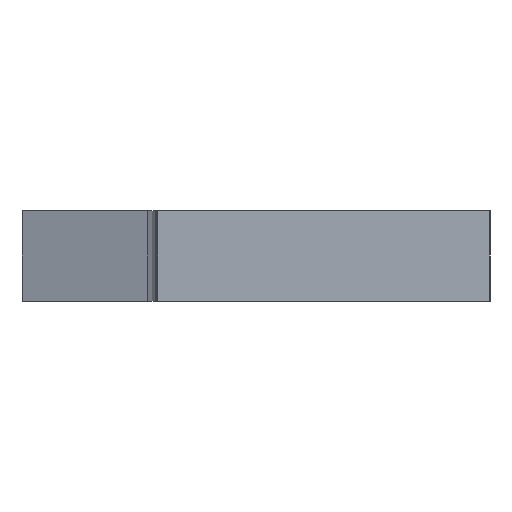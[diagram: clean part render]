
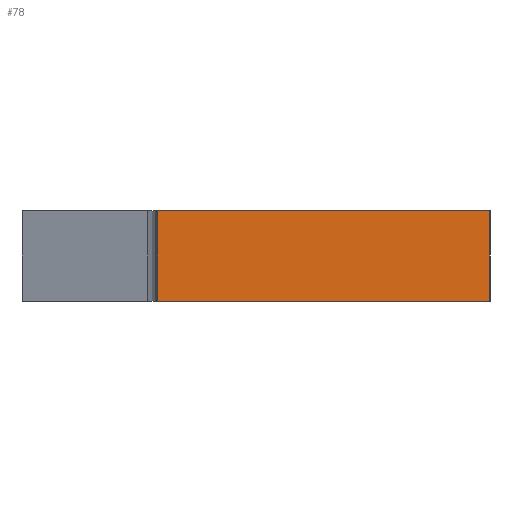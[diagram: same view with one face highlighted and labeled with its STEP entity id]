
A CAD part, left-side view. The second image highlights one B-rep face of the part: STEP entity #78.
In plain terms, the highlighted planar face has unit normal (-1, 0, 0).
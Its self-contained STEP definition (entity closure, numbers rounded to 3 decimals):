
#78=ADVANCED_FACE('',(#776),#778,.T.);
#776=FACE_BOUND('',#777,.T.);
#777=EDGE_LOOP('',(#5001,#5002,#5003,#5004));
#778=PLANE('',#779);
#779=AXIS2_PLACEMENT_3D('',#780,#781,#782);
#780=CARTESIAN_POINT('',(0.,22.,0.));
#781=DIRECTION('',(-1.,0.,0.));
#782=DIRECTION('',(0.,-1.,0.));
#5001=ORIENTED_EDGE('',*,*,#7609,.T.);
#5002=ORIENTED_EDGE('',*,*,#8169,.T.);
#5003=ORIENTED_EDGE('',*,*,#8170,.F.);
#5004=ORIENTED_EDGE('',*,*,#8171,.F.);
#7609=EDGE_CURVE('',#9222,#9220,#9223,.T.);
#8169=EDGE_CURVE('',#9220,#10316,#10318,.T.);
#8170=EDGE_CURVE('',#10319,#10316,#10320,.T.);
#8171=EDGE_CURVE('',#9222,#10319,#10321,.T.);
#9220=VERTEX_POINT('',#11907);
#9222=VERTEX_POINT('',#11911);
#9223=LINE('',#11912,#11913);
#10316=VERTEX_POINT('',#14305);
#10318=LINE('',#14309,#14310);
#10319=VERTEX_POINT('',#14312);
#10320=LINE('',#14313,#14314);
#10321=LINE('',#14316,#14317);
#11907=CARTESIAN_POINT('',(0.,0.,0.));
#11911=CARTESIAN_POINT('',(0.,22.,0.));
#11912=CARTESIAN_POINT('',(0.,22.,0.));
#11913=VECTOR('',#11914,1.);
#11914=DIRECTION('',(0.,-1.,0.));
#14305=CARTESIAN_POINT('',(0.,0.,6.));
#14309=CARTESIAN_POINT('',(0.,0.,0.));
#14310=VECTOR('',#14311,1.);
#14311=DIRECTION('',(0.,0.,1.));
#14312=CARTESIAN_POINT('',(0.,22.,6.));
#14313=CARTESIAN_POINT('',(0.,22.,6.));
#14314=VECTOR('',#14315,1.);
#14315=DIRECTION('',(0.,-1.,0.));
#14316=CARTESIAN_POINT('',(0.,22.,0.));
#14317=VECTOR('',#14318,1.);
#14318=DIRECTION('',(0.,0.,1.));
